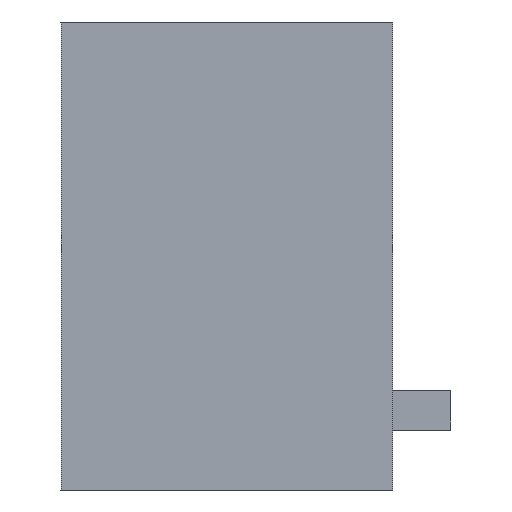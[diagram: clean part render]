
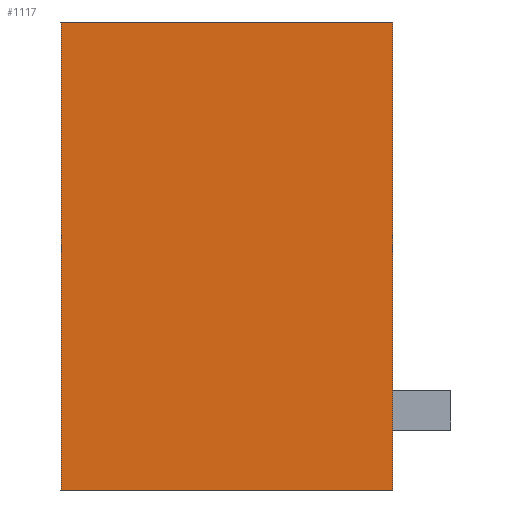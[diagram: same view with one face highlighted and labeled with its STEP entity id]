
A CAD part, left-side view. The second image highlights one B-rep face of the part: STEP entity #1117.
In plain terms, the highlighted planar face has unit normal (-1, 0, 0).
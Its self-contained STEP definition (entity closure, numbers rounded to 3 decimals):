
#1104=AXIS2_PLACEMENT_3D('Plane Axis2P3D',#1101,#1102,#1103) ;
#188=CARTESIAN_POINT('Vertex',(0.,1.5,12.)) ;
#191=CARTESIAN_POINT('Line Origine',(0.,1.5,6.)) ;
#195=CARTESIAN_POINT('Vertex',(0.,1.5,0.)) ;
#289=CARTESIAN_POINT('Line Origine',(0.,5.75,0.)) ;
#293=CARTESIAN_POINT('Vertex',(0.,10.,0.)) ;
#876=CARTESIAN_POINT('Vertex',(0.,10.,12.)) ;
#879=CARTESIAN_POINT('Line Origine',(0.,5.75,12.)) ;
#1101=CARTESIAN_POINT('Axis2P3D Location',(0.,0.,0.)) ;
#1106=CARTESIAN_POINT('Line Origine',(0.,10.,6.)) ;
#192=DIRECTION('Vector Direction',(0.,0.,-1.)) ;
#290=DIRECTION('Vector Direction',(0.,-1.,0.)) ;
#880=DIRECTION('Vector Direction',(0.,1.,0.)) ;
#1102=DIRECTION('Axis2P3D Direction',(-1.,0.,0.)) ;
#1103=DIRECTION('Axis2P3D XDirection',(0.,0.,1.)) ;
#1107=DIRECTION('Vector Direction',(0.,0.,1.)) ;
#193=VECTOR('Line Direction',#192,1.) ;
#291=VECTOR('Line Direction',#290,1.) ;
#881=VECTOR('Line Direction',#880,1.) ;
#1108=VECTOR('Line Direction',#1107,1.) ;
#1112=ORIENTED_EDGE('',*,*,#295,.T.) ;
#1113=ORIENTED_EDGE('',*,*,#197,.T.) ;
#1114=ORIENTED_EDGE('',*,*,#883,.T.) ;
#1115=ORIENTED_EDGE('',*,*,#1110,.T.) ;
#1117=ADVANCED_FACE('HOUSING',(#1116),#1105,.T.) ;
#197=EDGE_CURVE('',#196,#189,#194,.F.) ;
#295=EDGE_CURVE('',#294,#196,#292,.T.) ;
#883=EDGE_CURVE('',#189,#877,#882,.T.) ;
#1110=EDGE_CURVE('',#877,#294,#1109,.F.) ;
#1111=EDGE_LOOP('',(#1112,#1113,#1114,#1115)) ;
#1116=FACE_OUTER_BOUND('',#1111,.T.) ;
#194=LINE('Line',#191,#193) ;
#292=LINE('Line',#289,#291) ;
#882=LINE('Line',#879,#881) ;
#1109=LINE('Line',#1106,#1108) ;
#1105=PLANE('',#1104) ;
#189=VERTEX_POINT('',#188) ;
#196=VERTEX_POINT('',#195) ;
#294=VERTEX_POINT('',#293) ;
#877=VERTEX_POINT('',#876) ;
